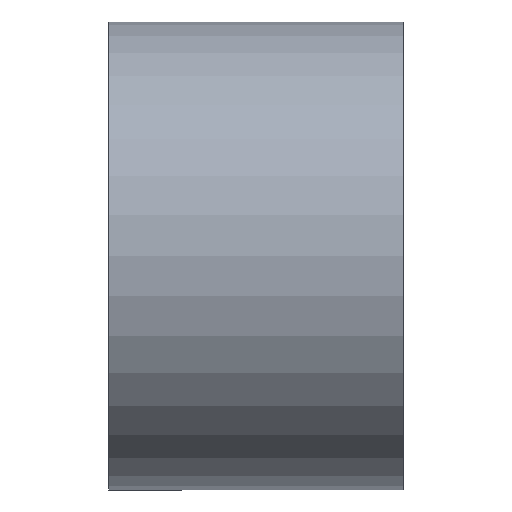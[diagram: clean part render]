
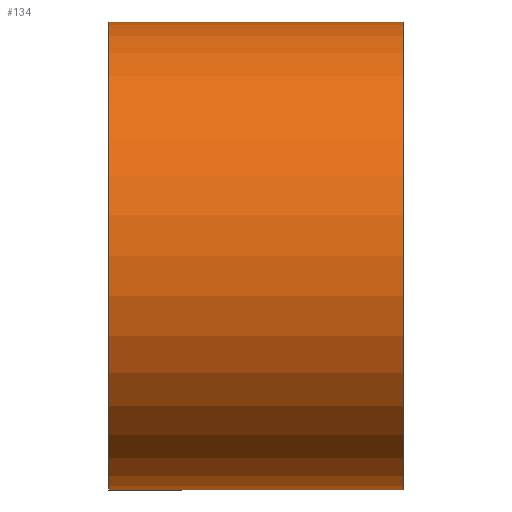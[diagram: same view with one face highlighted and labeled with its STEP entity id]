
A CAD part, top view. The second image highlights one B-rep face of the part: STEP entity #134.
In plain terms, the highlighted cylindrical face has radius 30.15 mm (diameter 60.3 mm), a partial arc.
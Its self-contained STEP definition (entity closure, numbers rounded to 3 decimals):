
#13 = DIRECTION ( 'NONE',  ( -1., 0., 0. ) ) ;
#31 = CARTESIAN_POINT ( 'NONE',  ( -19., 0., 0. ) ) ;
#36 = VECTOR ( 'NONE', #74, 1000. ) ;
#47 = ORIENTED_EDGE ( 'NONE', *, *, #228, .F. ) ;
#53 = FACE_OUTER_BOUND ( 'NONE', #67, .T. ) ;
#58 = VECTOR ( 'NONE', #204, 1000. ) ;
#59 = CARTESIAN_POINT ( 'NONE',  ( 19., 0., 0. ) ) ;
#67 = EDGE_LOOP ( 'NONE', ( #155, #223, #137, #47 ) ) ;
#73 = CARTESIAN_POINT ( 'NONE',  ( -19., -30.15, 0. ) ) ;
#74 = DIRECTION ( 'NONE',  ( 1., 0., 0. ) ) ;
#85 = DIRECTION ( 'NONE',  ( 0., 1., 0. ) ) ;
#86 = CARTESIAN_POINT ( 'NONE',  ( -19., -30.15, 0. ) ) ;
#89 = VERTEX_POINT ( 'NONE', #179 ) ;
#93 = CARTESIAN_POINT ( 'NONE',  ( -19., 30.15, 0. ) ) ;
#98 = EDGE_CURVE ( 'NONE', #221, #163, #158, .T. ) ;
#108 = DIRECTION ( 'NONE',  ( -1., 0., 0. ) ) ;
#109 = AXIS2_PLACEMENT_3D ( 'NONE', #31, #126, #85 ) ;
#110 = LINE ( 'NONE', #93, #36 ) ;
#116 = EDGE_CURVE ( 'NONE', #221, #205, #196, .T. ) ;
#120 = DIRECTION ( 'NONE',  ( 0., -1., 0. ) ) ;
#126 = DIRECTION ( 'NONE',  ( 1., 0., 0. ) ) ;
#134 = ADVANCED_FACE ( 'NONE', ( #53 ), #227, .T. ) ;
#137 = ORIENTED_EDGE ( 'NONE', *, *, #208, .T. ) ;
#147 = AXIS2_PLACEMENT_3D ( 'NONE', #59, #108, #212 ) ;
#149 = CARTESIAN_POINT ( 'NONE',  ( 19., -30.15, 0. ) ) ;
#151 = AXIS2_PLACEMENT_3D ( 'NONE', #242, #13, #120 ) ;
#155 = ORIENTED_EDGE ( 'NONE', *, *, #116, .F. ) ;
#158 = LINE ( 'NONE', #86, #58 ) ;
#163 = VERTEX_POINT ( 'NONE', #149 ) ;
#179 = CARTESIAN_POINT ( 'NONE',  ( 19., 30.15, 0. ) ) ;
#196 = CIRCLE ( 'NONE', #151, 30.15 ) ;
#204 = DIRECTION ( 'NONE',  ( 1., 0., 0. ) ) ;
#205 = VERTEX_POINT ( 'NONE', #210 ) ;
#208 = EDGE_CURVE ( 'NONE', #163, #89, #219, .T. ) ;
#210 = CARTESIAN_POINT ( 'NONE',  ( -19., 30.15, 0. ) ) ;
#212 = DIRECTION ( 'NONE',  ( 0., -1., 0. ) ) ;
#219 = CIRCLE ( 'NONE', #147, 30.15 ) ;
#221 = VERTEX_POINT ( 'NONE', #73 ) ;
#223 = ORIENTED_EDGE ( 'NONE', *, *, #98, .T. ) ;
#227 = CYLINDRICAL_SURFACE ( 'NONE', #109, 30.15 ) ;
#228 = EDGE_CURVE ( 'NONE', #205, #89, #110, .T. ) ;
#242 = CARTESIAN_POINT ( 'NONE',  ( -19., 0., 0. ) ) ;
